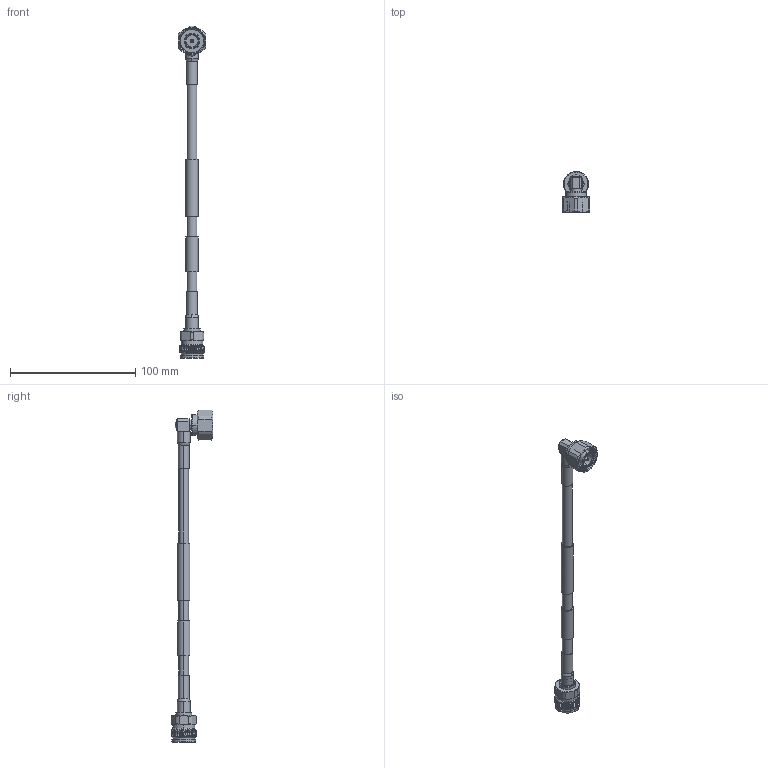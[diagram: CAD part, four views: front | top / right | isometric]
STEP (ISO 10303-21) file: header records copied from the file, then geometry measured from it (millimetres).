
FILE_DESCRIPTION (( 'STEP AP214' ), '1' );
FILE_NAME ('FMCA2243.step', '2021-02-09T19:03:39', ( '' ), ( '' ), 'SwSTEP 2.0', 'SolidWorks 2018', '' );
FILE_SCHEMA (( 'AUTOMOTIVE_DESIGN' ));
Length unit declared in the file: inch
Products named in the file (5): FMCN1696^FMCA2243; FM-1/4SFHC^FMCA2243; FMCA2243; Heat Shrink^FMCA2243; FMCN1695^FMCA2243
Assembly tree (5 placements, depth 2):
  FMCA2243
    FM-1/4SFHC^FMCA2243
    Heat Shrink^FMCA2243  x2
    FMCN1695^FMCA2243
    FMCN1696^FMCA2243
Bounding box: 22 x 33.55 x 265.31 mm (x, y, z)
Volume: 23730.8 mm3; surface area: 15089.7 mm2
Topology: 5 solids, 6 shells, 291 faces, 735 edges, 480 vertices
Faces by surface type: plane 116, cylinder 115, cone 48, bspline 10, torus 2
Entity records: 11753 total; most frequent: CARTESIAN_POINT 4805, ORIENTED_EDGE 1434, DIRECTION 1409, EDGE_CURVE 717, AXIS2_PLACEMENT_3D 553, VERTEX_POINT 468, EDGE_LOOP 311, VECTOR 303
